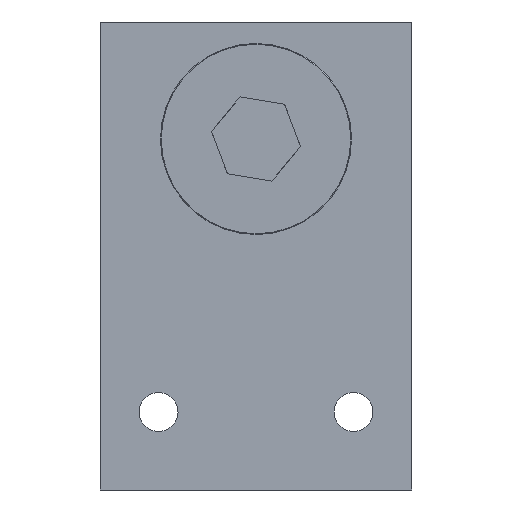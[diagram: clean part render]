
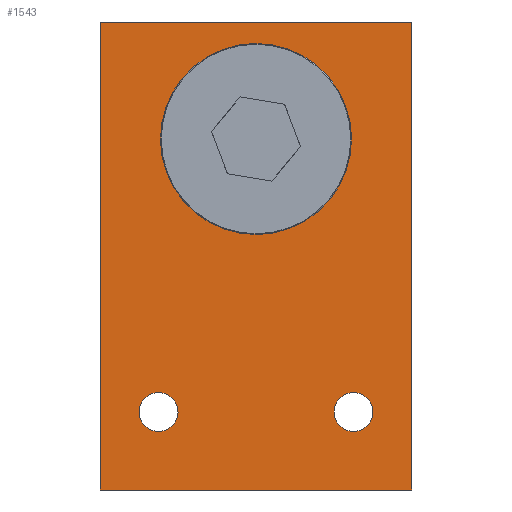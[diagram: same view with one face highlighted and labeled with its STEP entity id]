
A CAD part, front view. The second image highlights one B-rep face of the part: STEP entity #1543.
In plain terms, the highlighted face is planar.
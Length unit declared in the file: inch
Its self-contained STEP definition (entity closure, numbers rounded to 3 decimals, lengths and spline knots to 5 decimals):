
#97=FACE_BOUND('',#342,.T.);
#98=FACE_BOUND('',#343,.T.);
#99=FACE_BOUND('',#344,.T.);
#119=CIRCLE('',#1690,0.125);
#123=CIRCLE('',#1696,0.125);
#127=CIRCLE('',#1702,0.5625);
#254=FACE_OUTER_BOUND('',#341,.T.);
#341=EDGE_LOOP('',(#1138,#1139,#1140,#1141));
#342=EDGE_LOOP('',(#1142));
#343=EDGE_LOOP('',(#1143));
#344=EDGE_LOOP('',(#1144));
#464=LINE('',#2458,#601);
#465=LINE('',#2461,#602);
#466=LINE('',#2463,#603);
#467=LINE('',#2464,#604);
#601=VECTOR('',#1963,0.3937);
#602=VECTOR('',#1966,0.3937);
#603=VECTOR('',#1967,0.3937);
#604=VECTOR('',#1968,0.3937);
#711=VERTEX_POINT('',#2391);
#715=VERTEX_POINT('',#2403);
#719=VERTEX_POINT('',#2415);
#731=VERTEX_POINT('',#2451);
#734=VERTEX_POINT('',#2456);
#735=VERTEX_POINT('',#2460);
#736=VERTEX_POINT('',#2462);
#862=EDGE_CURVE('',#711,#711,#119,.T.);
#868=EDGE_CURVE('',#715,#715,#123,.T.);
#874=EDGE_CURVE('',#719,#719,#127,.T.);
#895=EDGE_CURVE('',#731,#734,#464,.T.);
#896=EDGE_CURVE('',#735,#731,#465,.T.);
#897=EDGE_CURVE('',#736,#734,#466,.T.);
#898=EDGE_CURVE('',#735,#736,#467,.T.);
#1138=ORIENTED_EDGE('',*,*,#896,.T.);
#1139=ORIENTED_EDGE('',*,*,#895,.T.);
#1140=ORIENTED_EDGE('',*,*,#897,.F.);
#1141=ORIENTED_EDGE('',*,*,#898,.F.);
#1142=ORIENTED_EDGE('',*,*,#862,.T.);
#1143=ORIENTED_EDGE('',*,*,#868,.T.);
#1144=ORIENTED_EDGE('',*,*,#874,.T.);
#1481=PLANE('',#1712);
#1543=ADVANCED_FACE('',(#254,#97,#98,#99),#1481,.T.);
#1690=AXIS2_PLACEMENT_3D('',#2392,#1898,#1899);
#1696=AXIS2_PLACEMENT_3D('',#2404,#1912,#1913);
#1702=AXIS2_PLACEMENT_3D('',#2416,#1926,#1927);
#1712=AXIS2_PLACEMENT_3D('',#2459,#1964,#1965);
#1898=DIRECTION('center_axis',(0.,0.,-1.));
#1899=DIRECTION('ref_axis',(-1.,0.,0.));
#1912=DIRECTION('center_axis',(0.,0.,-1.));
#1913=DIRECTION('ref_axis',(-1.,0.,0.));
#1926=DIRECTION('center_axis',(0.,0.,-1.));
#1927=DIRECTION('ref_axis',(-1.,0.,0.));
#1963=DIRECTION('',(0.,1.,0.));
#1964=DIRECTION('center_axis',(0.,0.,1.));
#1965=DIRECTION('ref_axis',(1.,0.,0.));
#1966=DIRECTION('',(1.,0.,0.));
#1967=DIRECTION('',(1.,0.,0.));
#1968=DIRECTION('',(0.,1.,0.));
#2391=CARTESIAN_POINT('',(0.75,0.5,0.5));
#2392=CARTESIAN_POINT('Origin',(0.625,0.5,0.5));
#2403=CARTESIAN_POINT('',(-0.5,0.5,0.5));
#2404=CARTESIAN_POINT('Origin',(-0.625,0.5,0.5));
#2415=CARTESIAN_POINT('',(0.5625,2.25,0.5));
#2416=CARTESIAN_POINT('Origin',(0.,2.25,0.5));
#2451=CARTESIAN_POINT('',(1.,0.,0.5));
#2456=CARTESIAN_POINT('',(1.,3.,0.5));
#2458=CARTESIAN_POINT('',(1.,0.,0.5));
#2459=CARTESIAN_POINT('Origin',(-1.,0.,0.5));
#2460=CARTESIAN_POINT('',(-1.,0.,0.5));
#2461=CARTESIAN_POINT('',(-1.,0.,0.5));
#2462=CARTESIAN_POINT('',(-1.,3.,0.5));
#2463=CARTESIAN_POINT('',(-1.,3.,0.5));
#2464=CARTESIAN_POINT('',(-1.,0.,0.5));
